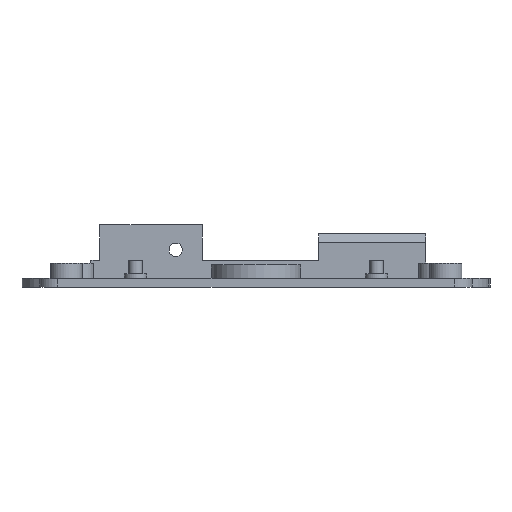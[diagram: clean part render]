
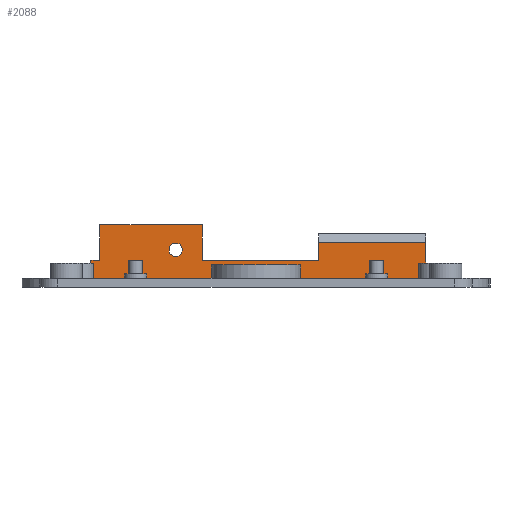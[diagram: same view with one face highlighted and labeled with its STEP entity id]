
A CAD part, left-side view. The second image highlights one B-rep face of the part: STEP entity #2088.
In plain terms, the highlighted planar face has unit normal (-1, 0, 0).
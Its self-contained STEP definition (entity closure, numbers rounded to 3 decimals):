
#54=FACE_BOUND('',#415,.T.);
#138=PLANE('',#2296);
#254=FACE_OUTER_BOUND('',#414,.T.);
#414=EDGE_LOOP('',(#1857,#1858,#1859,#1860,#1861,#1862,#1863,#1864,#1865,
#1866));
#415=EDGE_LOOP('',(#1867));
#505=LINE('',#3123,#695);
#535=LINE('',#3204,#725);
#537=LINE('',#3208,#727);
#566=LINE('',#3369,#756);
#574=LINE('',#3391,#764);
#575=LINE('',#3393,#765);
#590=LINE('',#3423,#780);
#592=LINE('',#3427,#782);
#606=LINE('',#3459,#796);
#611=LINE('',#3468,#801);
#695=VECTOR('',#2501,10.);
#725=VECTOR('',#2567,10.);
#727=VECTOR('',#2573,10.);
#756=VECTOR('',#2778,10.);
#764=VECTOR('',#2798,10.);
#765=VECTOR('',#2801,10.);
#780=VECTOR('',#2828,10.);
#782=VECTOR('',#2832,10.);
#796=VECTOR('',#2860,10.);
#801=VECTOR('',#2869,10.);
#899=CIRCLE('',#2272,0.75);
#974=VERTEX_POINT('',#3120);
#975=VERTEX_POINT('',#3122);
#1007=VERTEX_POINT('',#3201);
#1008=VERTEX_POINT('',#3203);
#1052=VERTEX_POINT('',#3368);
#1056=VERTEX_POINT('',#3380);
#1058=VERTEX_POINT('',#3385);
#1060=VERTEX_POINT('',#3389);
#1069=VERTEX_POINT('',#3422);
#1070=VERTEX_POINT('',#3426);
#1081=VERTEX_POINT('',#3457);
#1187=EDGE_CURVE('',#974,#975,#505,.T.);
#1228=EDGE_CURVE('',#1007,#1008,#535,.T.);
#1230=EDGE_CURVE('',#975,#1007,#537,.T.);
#1301=EDGE_CURVE('',#1008,#1052,#566,.T.);
#1308=EDGE_CURVE('',#1056,#1056,#899,.T.);
#1312=EDGE_CURVE('',#1058,#1060,#574,.T.);
#1313=EDGE_CURVE('',#1052,#1060,#575,.T.);
#1328=EDGE_CURVE('',#1058,#1069,#590,.T.);
#1330=EDGE_CURVE('',#1069,#1070,#592,.T.);
#1346=EDGE_CURVE('',#974,#1081,#606,.T.);
#1351=EDGE_CURVE('',#1070,#1081,#611,.T.);
#1857=ORIENTED_EDGE('',*,*,#1187,.F.);
#1858=ORIENTED_EDGE('',*,*,#1346,.T.);
#1859=ORIENTED_EDGE('',*,*,#1351,.F.);
#1860=ORIENTED_EDGE('',*,*,#1330,.F.);
#1861=ORIENTED_EDGE('',*,*,#1328,.F.);
#1862=ORIENTED_EDGE('',*,*,#1312,.T.);
#1863=ORIENTED_EDGE('',*,*,#1313,.F.);
#1864=ORIENTED_EDGE('',*,*,#1301,.F.);
#1865=ORIENTED_EDGE('',*,*,#1228,.F.);
#1866=ORIENTED_EDGE('',*,*,#1230,.F.);
#1867=ORIENTED_EDGE('',*,*,#1308,.T.);
#2088=ADVANCED_FACE('',(#254,#54),#138,.T.);
#2272=AXIS2_PLACEMENT_3D('',#3382,#2791,#2792);
#2296=AXIS2_PLACEMENT_3D('',#3482,#2886,#2887);
#2501=DIRECTION('',(0.,1.,0.));
#2567=DIRECTION('',(0.,-1.,0.));
#2573=DIRECTION('',(0.,0.,1.));
#2778=DIRECTION('',(0.,0.,1.));
#2791=DIRECTION('center_axis',(1.,0.,0.));
#2792=DIRECTION('ref_axis',(0.,1.,0.));
#2798=DIRECTION('',(0.,0.,1.));
#2801=DIRECTION('',(0.,-1.,0.));
#2828=DIRECTION('',(0.,-1.,0.));
#2832=DIRECTION('',(0.,0.,1.));
#2860=DIRECTION('',(0.,0.,1.));
#2869=DIRECTION('',(0.,-1.,0.));
#2886=DIRECTION('center_axis',(-1.,0.,0.));
#2887=DIRECTION('ref_axis',(0.,-1.,0.));
#3120=CARTESIAN_POINT('',(-4.,-19.,1.));
#3122=CARTESIAN_POINT('',(-4.,18.5,1.));
#3123=CARTESIAN_POINT('',(-4.,8.802,1.));
#3201=CARTESIAN_POINT('',(-4.,18.5,3.));
#3203=CARTESIAN_POINT('',(-4.,17.5,3.));
#3204=CARTESIAN_POINT('',(-4.,18.5,3.));
#3208=CARTESIAN_POINT('',(-4.,18.5,1.));
#3368=CARTESIAN_POINT('',(-4.,17.5,7.));
#3369=CARTESIAN_POINT('',(-4.,17.5,1.));
#3380=CARTESIAN_POINT('',(-4.,8.25,4.2));
#3382=CARTESIAN_POINT('Origin',(-4.,9.,4.2));
#3385=CARTESIAN_POINT('',(-4.,6.,3.));
#3389=CARTESIAN_POINT('',(-4.,6.,7.));
#3391=CARTESIAN_POINT('',(-4.,6.,1.));
#3393=CARTESIAN_POINT('',(-4.,-17.5,7.));
#3422=CARTESIAN_POINT('',(-4.,-7.,3.));
#3423=CARTESIAN_POINT('',(-4.,-17.5,3.));
#3426=CARTESIAN_POINT('',(-4.,-7.,5.));
#3427=CARTESIAN_POINT('',(-4.,-7.,1.));
#3457=CARTESIAN_POINT('',(-4.,-19.,5.));
#3459=CARTESIAN_POINT('',(-4.,-19.,1.));
#3468=CARTESIAN_POINT('',(-4.,-10.,5.));
#3482=CARTESIAN_POINT('Origin',(-4.,-7.,1.));
